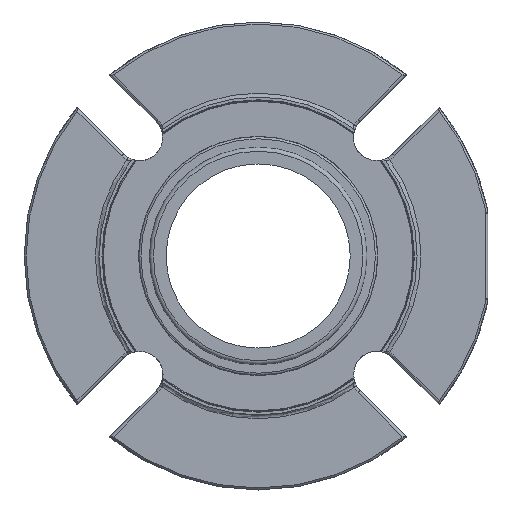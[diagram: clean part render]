
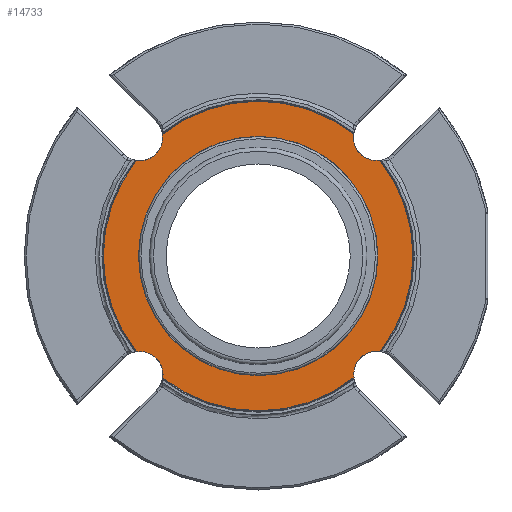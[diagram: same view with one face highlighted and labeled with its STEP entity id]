
A CAD part, left-side view. The second image highlights one B-rep face of the part: STEP entity #14733.
In plain terms, the highlighted planar face has unit normal (-1, 0, 0).
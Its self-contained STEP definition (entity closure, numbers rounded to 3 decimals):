
#2039=PLANE('',#15786);
#5077=ORIENTED_EDGE('',*,*,#6643,.T.);
#5078=ORIENTED_EDGE('',*,*,#6645,.T.);
#5079=ORIENTED_EDGE('',*,*,#6647,.T.);
#5080=ORIENTED_EDGE('',*,*,#6648,.T.);
#5081=ORIENTED_EDGE('',*,*,#6630,.T.);
#5082=ORIENTED_EDGE('',*,*,#6633,.T.);
#5083=ORIENTED_EDGE('',*,*,#6637,.T.);
#5084=ORIENTED_EDGE('',*,*,#6639,.T.);
#5085=ORIENTED_EDGE('',*,*,#6627,.T.);
#6627=EDGE_CURVE('',#7633,#7633,#8144,.F.);
#6630=EDGE_CURVE('',#7636,#7635,#8146,.T.);
#6633=EDGE_CURVE('',#7635,#7637,#8147,.F.);
#6637=EDGE_CURVE('',#7637,#7639,#8150,.T.);
#6639=EDGE_CURVE('',#7639,#7640,#8151,.F.);
#6643=EDGE_CURVE('',#7640,#7642,#8154,.T.);
#6645=EDGE_CURVE('',#7642,#7643,#8155,.F.);
#6647=EDGE_CURVE('',#7643,#7644,#8157,.T.);
#6648=EDGE_CURVE('',#7644,#7636,#8158,.F.);
#7633=VERTEX_POINT('',#26207);
#7635=VERTEX_POINT('',#26212);
#7636=VERTEX_POINT('',#26214);
#7637=VERTEX_POINT('',#26218);
#7639=VERTEX_POINT('',#26225);
#7640=VERTEX_POINT('',#26229);
#7642=VERTEX_POINT('',#26236);
#7643=VERTEX_POINT('',#26240);
#7644=VERTEX_POINT('',#26245);
#8144=CIRCLE('',#15767,45.403);
#8146=CIRCLE('',#15770,58.738);
#8147=CIRCLE('',#15772,8.712);
#8150=CIRCLE('',#15776,58.738);
#8151=CIRCLE('',#15778,8.712);
#8154=CIRCLE('',#15782,58.738);
#8155=CIRCLE('',#15784,8.712);
#8157=CIRCLE('',#15787,58.738);
#8158=CIRCLE('',#15788,8.712);
#8871=EDGE_LOOP('',(#5077,#5078,#5079,#5080,#5081,#5082,#5083,#5084));
#8872=EDGE_LOOP('',(#5085));
#9595=FACE_BOUND('',#8871,.T.);
#9596=FACE_BOUND('',#8872,.T.);
#14733=ADVANCED_FACE('',(#9595,#9596),#2039,.T.);
#15767=AXIS2_PLACEMENT_3D('',#26206,#18381,#18382);
#15770=AXIS2_PLACEMENT_3D('',#26213,#18388,#18389);
#15772=AXIS2_PLACEMENT_3D('',#26219,#18394,#18395);
#15776=AXIS2_PLACEMENT_3D('',#26226,#18403,#18404);
#15778=AXIS2_PLACEMENT_3D('',#26230,#18408,#18409);
#15782=AXIS2_PLACEMENT_3D('',#26237,#18417,#18418);
#15784=AXIS2_PLACEMENT_3D('',#26241,#18422,#18423);
#15786=AXIS2_PLACEMENT_3D('',#26243,#18426,#18427);
#15787=AXIS2_PLACEMENT_3D('',#26244,#18428,#18429);
#15788=AXIS2_PLACEMENT_3D('',#26246,#18430,#18431);
#18381=DIRECTION('',(-1.,0.,0.));
#18382=DIRECTION('',(0.,-1.,0.));
#18388=DIRECTION('',(-1.,0.,0.));
#18389=DIRECTION('',(0.,-0.706,0.709));
#18394=DIRECTION('',(-1.,0.,0.));
#18395=DIRECTION('',(0.,-0.706,0.709));
#18403=DIRECTION('',(-1.,0.,0.));
#18404=DIRECTION('',(0.,-0.706,0.709));
#18408=DIRECTION('',(-1.,0.,0.));
#18409=DIRECTION('',(0.,-0.706,0.709));
#18417=DIRECTION('',(-1.,0.,0.));
#18418=DIRECTION('',(0.,-0.706,0.709));
#18422=DIRECTION('',(-1.,0.,0.));
#18423=DIRECTION('',(0.,-0.706,0.709));
#18426=DIRECTION('',(-1.,0.,0.));
#18427=DIRECTION('',(0.,-0.706,0.709));
#18428=DIRECTION('',(-1.,0.,0.));
#18429=DIRECTION('',(0.,-0.706,0.709));
#18430=DIRECTION('',(-1.,0.,0.));
#18431=DIRECTION('',(0.,-0.706,0.709));
#26206=CARTESIAN_POINT('',(-0.8,0.,0.));
#26207=CARTESIAN_POINT('',(-0.8,-45.403,0.));
#26212=CARTESIAN_POINT('',(-0.8,-36.37,-46.123));
#26213=CARTESIAN_POINT('',(-0.8,0.,0.));
#26214=CARTESIAN_POINT('',(-0.8,36.172,-46.278));
#26218=CARTESIAN_POINT('',(-0.8,-46.278,-36.172));
#26219=CARTESIAN_POINT('',(-0.8,-44.98,-44.787));
#26225=CARTESIAN_POINT('',(-0.8,-46.123,36.37));
#26226=CARTESIAN_POINT('',(-0.8,0.,0.));
#26229=CARTESIAN_POINT('',(-0.8,-36.172,46.278));
#26230=CARTESIAN_POINT('',(-0.8,-44.787,44.98));
#26236=CARTESIAN_POINT('',(-0.8,36.37,46.123));
#26237=CARTESIAN_POINT('',(-0.8,0.,0.));
#26240=CARTESIAN_POINT('',(-0.8,46.278,36.172));
#26241=CARTESIAN_POINT('',(-0.8,44.98,44.787));
#26243=CARTESIAN_POINT('',(-0.8,-34.724,34.873));
#26244=CARTESIAN_POINT('',(-0.8,0.,0.));
#26245=CARTESIAN_POINT('',(-0.8,46.123,-36.37));
#26246=CARTESIAN_POINT('',(-0.8,44.787,-44.98));
